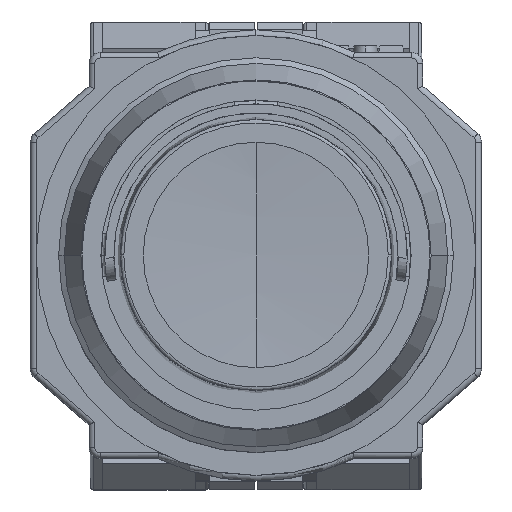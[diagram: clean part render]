
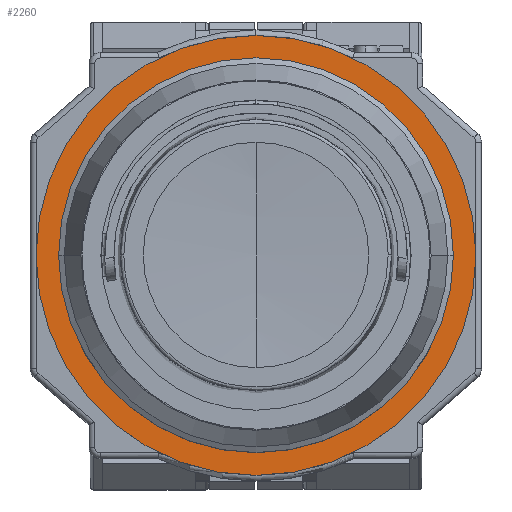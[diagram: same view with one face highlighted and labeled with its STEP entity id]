
A CAD part, top view. The second image highlights one B-rep face of the part: STEP entity #2260.
In plain terms, the highlighted planar face has unit normal (0, 0, 1).
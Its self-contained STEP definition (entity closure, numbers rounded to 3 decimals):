
#368 = DIRECTION ( 'NONE',  ( 0., 0., 1. ) ) ;
#402 = CARTESIAN_POINT ( 'NONE',  ( 0., 0., 1.5 ) ) ;
#673 = CIRCLE ( 'NONE', #13653, 19.5 ) ;
#1569 = CARTESIAN_POINT ( 'NONE',  ( 19.5, 0., 1.5 ) ) ;
#1625 = DIRECTION ( 'NONE',  ( 0., 0., 1. ) ) ;
#2260 = ADVANCED_FACE ( 'NONE', ( #9336, #10812 ), #17315, .T. ) ;
#2779 = ORIENTED_EDGE ( 'NONE', *, *, #10349, .F. ) ;
#2869 = CIRCLE ( 'NONE', #5958, 14.75 ) ;
#3465 = CARTESIAN_POINT ( 'NONE',  ( -19.5, 0., 1.5 ) ) ;
#3546 = CARTESIAN_POINT ( 'NONE',  ( 0., 0., 1.5 ) ) ;
#4327 = EDGE_LOOP ( 'NONE', ( #4361, #5251 ) ) ;
#4361 = ORIENTED_EDGE ( 'NONE', *, *, #16335, .T. ) ;
#4393 = AXIS2_PLACEMENT_3D ( 'NONE', #11553, #9610, #7658 ) ;
#5110 = EDGE_CURVE ( 'NONE', #14683, #16355, #11143, .T. ) ;
#5251 = ORIENTED_EDGE ( 'NONE', *, *, #15801, .T. ) ;
#5815 = VERTEX_POINT ( 'NONE', #3465 ) ;
#5958 = AXIS2_PLACEMENT_3D ( 'NONE', #3546, #1625, #18623 ) ;
#7658 = DIRECTION ( 'NONE',  ( -1., 0., 0. ) ) ;
#8325 = AXIS2_PLACEMENT_3D ( 'NONE', #402, #17419, #15471 ) ;
#8390 = AXIS2_PLACEMENT_3D ( 'NONE', #15355, #13404, #11500 ) ;
#8618 = CARTESIAN_POINT ( 'NONE',  ( 0., 0., 1.5 ) ) ;
#9336 = FACE_BOUND ( 'NONE', #11422, .T. ) ;
#9491 = CIRCLE ( 'NONE', #4393, 19.5 ) ;
#9610 = DIRECTION ( 'NONE',  ( 0., 0., 1. ) ) ;
#10349 = EDGE_CURVE ( 'NONE', #16355, #14683, #2869, .T. ) ;
#10812 = FACE_OUTER_BOUND ( 'NONE', #4327, .T. ) ;
#11089 = CARTESIAN_POINT ( 'NONE',  ( -14.75, 0., 1.5 ) ) ;
#11143 = CIRCLE ( 'NONE', #8325, 14.75 ) ;
#11422 = EDGE_LOOP ( 'NONE', ( #2779, #14023 ) ) ;
#11500 = DIRECTION ( 'NONE',  ( 1., 0., 0. ) ) ;
#11553 = CARTESIAN_POINT ( 'NONE',  ( 0., 0., 1.5 ) ) ;
#13404 = DIRECTION ( 'NONE',  ( 0., 0., 1. ) ) ;
#13653 = AXIS2_PLACEMENT_3D ( 'NONE', #8618, #368, #17387 ) ;
#14023 = ORIENTED_EDGE ( 'NONE', *, *, #5110, .F. ) ;
#14683 = VERTEX_POINT ( 'NONE', #14879 ) ;
#14879 = CARTESIAN_POINT ( 'NONE',  ( 14.75, 0., 1.5 ) ) ;
#15355 = CARTESIAN_POINT ( 'NONE',  ( -19.734, -19.734, 1.5 ) ) ;
#15408 = VERTEX_POINT ( 'NONE', #1569 ) ;
#15471 = DIRECTION ( 'NONE',  ( -1., 0., 0. ) ) ;
#15801 = EDGE_CURVE ( 'NONE', #15408, #5815, #673, .T. ) ;
#16335 = EDGE_CURVE ( 'NONE', #5815, #15408, #9491, .T. ) ;
#16355 = VERTEX_POINT ( 'NONE', #11089 ) ;
#17315 = PLANE ( 'NONE',  #8390 ) ;
#17387 = DIRECTION ( 'NONE',  ( -1., 0., 0. ) ) ;
#17419 = DIRECTION ( 'NONE',  ( 0., 0., 1. ) ) ;
#18623 = DIRECTION ( 'NONE',  ( -1., 0., 0. ) ) ;
